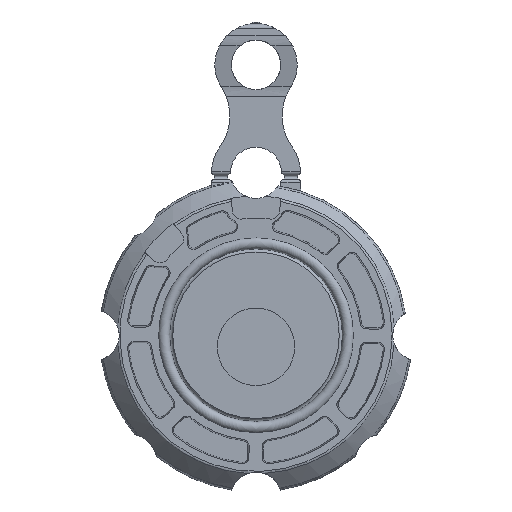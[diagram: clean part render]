
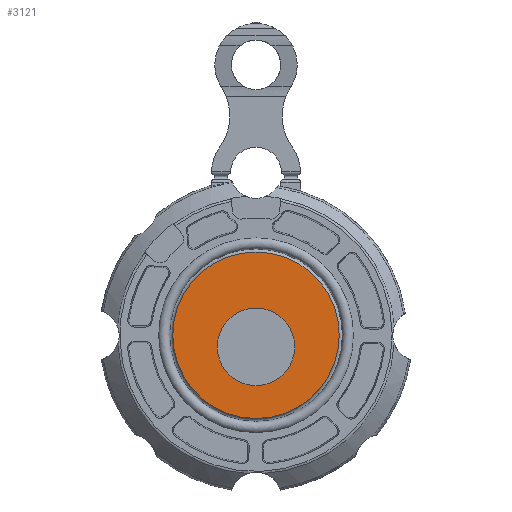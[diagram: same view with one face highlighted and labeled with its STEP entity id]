
A CAD part, left-side view. The second image highlights one B-rep face of the part: STEP entity #3121.
In plain terms, the highlighted planar face has unit normal (-1, 0, 0).
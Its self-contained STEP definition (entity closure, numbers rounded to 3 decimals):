
#2934=CARTESIAN_POINT('',(-8.0,0.,25.25));
#2935=VERTEX_POINT('',#2934);
#2936=CARTESIAN_POINT('',(-8.0,0.0,0.0));
#2937=DIRECTION('',(-1.0,0.0,0.0));
#2938=DIRECTION('',(0.0,0.0,-1.0));
#2939=AXIS2_PLACEMENT_3D('',#2936,#2937,#2938);
#2940=CIRCLE('',#2939,25.25);
#2941=EDGE_CURVE('',#2935,#2935,#2940,.T.);
#2954=CARTESIAN_POINT('',(-8.0,0.,8.25));
#2955=VERTEX_POINT('',#2954);
#2956=CARTESIAN_POINT('',(-8.0,0.0,-3.5));
#2957=DIRECTION('',(1.0,0.0,0.0));
#2958=DIRECTION('',(0.0,0.0,-1.0));
#2959=AXIS2_PLACEMENT_3D('',#2956,#2957,#2958);
#2960=CIRCLE('',#2959,11.75);
#2961=EDGE_CURVE('',#2955,#2955,#2960,.T.);
#3110=CARTESIAN_POINT('',(-8.0,-20.994,0.0));
#3111=DIRECTION('',(-1.0,0.0,0.0));
#3112=DIRECTION('',(0.0,0.0,1.0));
#3113=AXIS2_PLACEMENT_3D('',#3110,#3111,#3112);
#3114=PLANE('',#3113);
#3115=ORIENTED_EDGE('',*,*,#2941,.T.);
#3116=EDGE_LOOP('',(#3115));
#3117=FACE_OUTER_BOUND('',#3116,.T.);
#3118=ORIENTED_EDGE('',*,*,#2961,.T.);
#3119=EDGE_LOOP('',(#3118));
#3120=FACE_BOUND('',#3119,.T.);
#3121=ADVANCED_FACE('',(#3117,#3120),#3114,.T.);
